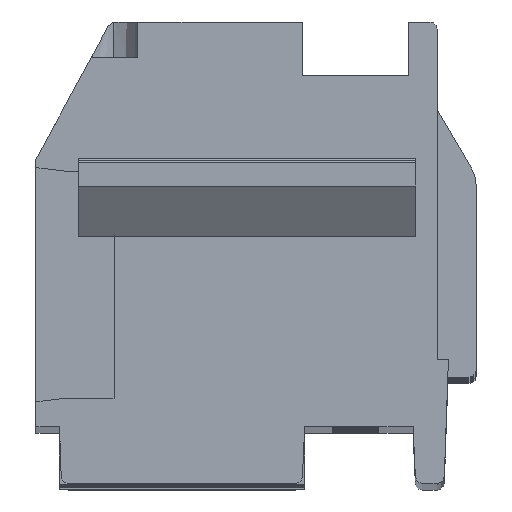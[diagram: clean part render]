
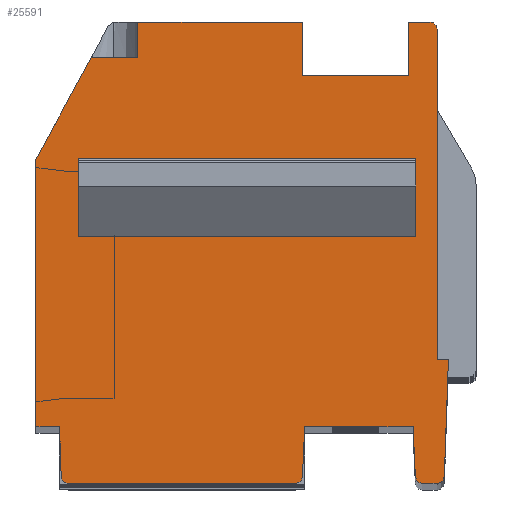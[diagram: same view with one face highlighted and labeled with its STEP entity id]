
A CAD part, top view. The second image highlights one B-rep face of the part: STEP entity #25591.
In plain terms, the highlighted planar face has unit normal (0, 0, 1).
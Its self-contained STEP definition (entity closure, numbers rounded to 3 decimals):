
#34=DIRECTION('',(0.,1.,0.));
#35=VECTOR('',#34,1.55);
#36=CARTESIAN_POINT('',(-5.188,0.15,102.5));
#37=LINE('',#36,#35);
#38=DIRECTION('',(-1.,0.,0.));
#39=VECTOR('',#38,9.5);
#40=CARTESIAN_POINT('',(4.312,0.15,102.5));
#41=LINE('',#40,#39);
#42=DIRECTION('',(0.,1.,0.));
#43=VECTOR('',#42,1.55);
#44=CARTESIAN_POINT('',(4.312,0.15,102.5));
#45=LINE('',#44,#43);
#46=DIRECTION('',(-1.,0.,0.));
#47=VECTOR('',#46,9.5);
#48=CARTESIAN_POINT('',(4.312,1.7,102.5));
#49=LINE('',#48,#47);
#50=DIRECTION('',(0.,-1.,0.));
#51=VECTOR('',#50,7.041);
#52=CARTESIAN_POINT('',(4.912,3.741,102.5));
#53=LINE('',#52,#51);
#54=DIRECTION('',(1.,0.,0.));
#55=VECTOR('',#54,0.32);
#56=CARTESIAN_POINT('',(4.912,-3.3,102.5));
#57=LINE('',#56,#55);
#58=DIRECTION('',(-0.035,-0.999,0.));
#59=VECTOR('',#58,0.502);
#60=CARTESIAN_POINT('',(5.232,-3.3,102.5));
#61=LINE('',#60,#59);
#62=DIRECTION('',(0.035,0.999,0.));
#63=VECTOR('',#62,2.807);
#64=CARTESIAN_POINT('',(5.116,-6.607,102.5));
#65=LINE('',#64,#63);
#66=CARTESIAN_POINT('',(4.916,-6.6,102.5));
#67=DIRECTION('',(0.,0.,-1.));
#68=DIRECTION('',(0.999,-0.035,0.));
#69=AXIS2_PLACEMENT_3D('',#66,#67,#68);
#71=DIRECTION('',(-1.,0.,0.));
#72=VECTOR('',#71,0.416);
#73=CARTESIAN_POINT('',(4.916,-6.8,102.5));
#74=LINE('',#73,#72);
#75=CARTESIAN_POINT('',(4.501,-6.6,102.5));
#76=DIRECTION('',(0.,0.,-1.));
#77=DIRECTION('',(0.,-1.,0.));
#78=AXIS2_PLACEMENT_3D('',#75,#76,#77);
#80=DIRECTION('',(-0.045,0.999,0.));
#81=VECTOR('',#80,1.411);
#82=CARTESIAN_POINT('',(4.301,-6.609,102.5));
#83=LINE('',#82,#81);
#84=DIRECTION('',(-1.,0.,0.));
#85=VECTOR('',#84,3.052);
#86=CARTESIAN_POINT('',(4.237,-5.2,102.5));
#87=LINE('',#86,#85);
#88=DIRECTION('',(0.045,0.999,0.));
#89=VECTOR('',#88,1.411);
#90=CARTESIAN_POINT('',(1.12,-6.609,102.5));
#91=LINE('',#90,#89);
#92=CARTESIAN_POINT('',(0.92,-6.6,102.5));
#93=DIRECTION('',(0.,0.,1.));
#94=DIRECTION('',(0.,-1.,0.));
#95=AXIS2_PLACEMENT_3D('',#92,#93,#94);
#97=DIRECTION('',(1.,0.,0.));
#98=VECTOR('',#97,6.396);
#99=CARTESIAN_POINT('',(-5.475,-6.8,102.5));
#100=LINE('',#99,#98);
#101=CARTESIAN_POINT('',(-5.475,-6.6,102.5));
#102=DIRECTION('',(0.,0.,1.));
#103=DIRECTION('',(-0.999,-0.035,0.));
#104=AXIS2_PLACEMENT_3D('',#101,#102,#103);
#106=DIRECTION('',(0.035,-0.999,0.));
#107=VECTOR('',#106,1.408);
#108=CARTESIAN_POINT('',(-5.724,-5.2,102.5));
#109=LINE('',#108,#107);
#110=DIRECTION('',(1.,0.,0.));
#111=VECTOR('',#110,0.664);
#112=CARTESIAN_POINT('',(-6.388,-5.2,102.5));
#113=LINE('',#112,#111);
#114=DIRECTION('',(0.,1.,0.));
#115=VECTOR('',#114,7.53);
#116=CARTESIAN_POINT('',(-6.388,-5.2,102.5));
#117=LINE('',#116,#115);
#118=DIRECTION('',(-0.477,-0.879,0.));
#119=VECTOR('',#118,3.266);
#120=CARTESIAN_POINT('',(-4.83,5.2,102.5));
#121=LINE('',#120,#119);
#122=DIRECTION('',(1.,0.,0.));
#123=VECTOR('',#122,1.316);
#124=CARTESIAN_POINT('',(-4.83,5.2,102.5));
#125=LINE('',#124,#123);
#126=DIRECTION('',(0.,1.,0.));
#127=VECTOR('',#126,1.);
#128=CARTESIAN_POINT('',(-3.514,5.2,102.5));
#129=LINE('',#128,#127);
#130=DIRECTION('',(-1.,0.,0.));
#131=VECTOR('',#130,4.626);
#132=CARTESIAN_POINT('',(1.112,6.2,102.5));
#133=LINE('',#132,#131);
#134=DIRECTION('',(0.,-1.,0.));
#135=VECTOR('',#134,1.5);
#136=CARTESIAN_POINT('',(1.112,6.2,102.5));
#137=LINE('',#136,#135);
#138=DIRECTION('',(1.,0.,0.));
#139=VECTOR('',#138,3.);
#140=CARTESIAN_POINT('',(1.112,4.7,102.5));
#141=LINE('',#140,#139);
#142=DIRECTION('',(0.,-1.,0.));
#143=VECTOR('',#142,1.5);
#144=CARTESIAN_POINT('',(4.112,6.2,102.5));
#145=LINE('',#144,#143);
#146=DIRECTION('',(-1.,0.,0.));
#147=VECTOR('',#146,0.6);
#148=CARTESIAN_POINT('',(4.712,6.2,102.5));
#149=LINE('',#148,#147);
#150=CARTESIAN_POINT('',(4.712,6.,102.5));
#151=DIRECTION('',(0.,0.,1.));
#152=DIRECTION('',(1.,0.,0.));
#153=AXIS2_PLACEMENT_3D('',#150,#151,#152);
#155=DIRECTION('',(0.,1.,0.));
#156=VECTOR('',#155,2.259);
#157=CARTESIAN_POINT('',(4.912,3.741,102.5));
#158=LINE('',#157,#156);
#19947=CARTESIAN_POINT('',(4.916,-6.8,102.5));
#19948=CARTESIAN_POINT('',(4.501,-6.8,102.5));
#19949=VERTEX_POINT('',#19947);
#19950=VERTEX_POINT('',#19948);
#19951=CARTESIAN_POINT('',(5.116,-6.607,102.5));
#19952=VERTEX_POINT('',#19951);
#19953=CARTESIAN_POINT('',(-6.388,-5.2,102.5));
#19954=CARTESIAN_POINT('',(-6.388,2.33,102.5));
#19955=VERTEX_POINT('',#19953);
#19956=VERTEX_POINT('',#19954);
#19957=CARTESIAN_POINT('',(4.301,-6.609,102.5));
#19958=CARTESIAN_POINT('',(4.237,-5.2,102.5));
#19959=VERTEX_POINT('',#19957);
#19960=VERTEX_POINT('',#19958);
#19994=CARTESIAN_POINT('',(-4.83,5.2,102.5));
#19995=CARTESIAN_POINT('',(-3.514,5.2,102.5));
#19996=VERTEX_POINT('',#19994);
#19997=VERTEX_POINT('',#19995);
#19998=CARTESIAN_POINT('',(-3.514,6.2,102.5));
#19999=VERTEX_POINT('',#19998);
#20045=CARTESIAN_POINT('',(-5.188,0.15,102.5));
#20046=CARTESIAN_POINT('',(-5.188,1.7,102.5));
#20047=VERTEX_POINT('',#20045);
#20048=VERTEX_POINT('',#20046);
#20049=CARTESIAN_POINT('',(4.312,0.15,102.5));
#20050=CARTESIAN_POINT('',(4.312,1.7,102.5));
#20051=VERTEX_POINT('',#20049);
#20052=VERTEX_POINT('',#20050);
#20105=CARTESIAN_POINT('',(4.912,6.,102.5));
#20106=CARTESIAN_POINT('',(4.712,6.2,102.5));
#20107=VERTEX_POINT('',#20105);
#20108=VERTEX_POINT('',#20106);
#20254=CARTESIAN_POINT('',(4.112,6.2,102.5));
#20255=CARTESIAN_POINT('',(4.112,4.7,102.5));
#20256=VERTEX_POINT('',#20254);
#20257=VERTEX_POINT('',#20255);
#20258=CARTESIAN_POINT('',(1.112,6.2,102.5));
#20259=CARTESIAN_POINT('',(1.112,4.7,102.5));
#20260=VERTEX_POINT('',#20258);
#20261=VERTEX_POINT('',#20259);
#20332=CARTESIAN_POINT('',(-5.675,-6.607,102.5));
#20333=CARTESIAN_POINT('',(-5.475,-6.8,102.5));
#20334=VERTEX_POINT('',#20332);
#20335=VERTEX_POINT('',#20333);
#20336=CARTESIAN_POINT('',(0.92,-6.8,102.5));
#20337=VERTEX_POINT('',#20336);
#20338=CARTESIAN_POINT('',(1.12,-6.609,102.5));
#20339=VERTEX_POINT('',#20338);
#20348=CARTESIAN_POINT('',(1.184,-5.2,102.5));
#20350=VERTEX_POINT('',#20348);
#20354=CARTESIAN_POINT('',(-5.724,-5.2,102.5));
#20355=VERTEX_POINT('',#20354);
#25514=CARTESIAN_POINT('',(4.912,3.741,102.5));
#25515=CARTESIAN_POINT('',(4.912,-3.3,102.5));
#25516=VERTEX_POINT('',#25514);
#25517=VERTEX_POINT('',#25515);
#25518=CARTESIAN_POINT('',(5.232,-3.3,102.5));
#25519=VERTEX_POINT('',#25518);
#25520=CARTESIAN_POINT('',(5.214,-3.802,102.5));
#25521=VERTEX_POINT('',#25520);
#25522=CARTESIAN_POINT('',(0.,0.,102.5));
#25523=DIRECTION('',(0.,0.,1.));
#25524=DIRECTION('',(1.,0.,0.));
#25525=AXIS2_PLACEMENT_3D('',#25522,#25523,#25524);
#25526=PLANE('',#25525);
#25528=ORIENTED_EDGE('',*,*,#25527,.T.);
#25530=ORIENTED_EDGE('',*,*,#25529,.T.);
#25532=ORIENTED_EDGE('',*,*,#25531,.T.);
#25534=ORIENTED_EDGE('',*,*,#25533,.F.);
#25536=ORIENTED_EDGE('',*,*,#25535,.T.);
#25538=ORIENTED_EDGE('',*,*,#25537,.T.);
#25540=ORIENTED_EDGE('',*,*,#25539,.T.);
#25542=ORIENTED_EDGE('',*,*,#25541,.T.);
#25544=ORIENTED_EDGE('',*,*,#25543,.T.);
#25546=ORIENTED_EDGE('',*,*,#25545,.F.);
#25548=ORIENTED_EDGE('',*,*,#25547,.F.);
#25550=ORIENTED_EDGE('',*,*,#25549,.F.);
#25552=ORIENTED_EDGE('',*,*,#25551,.F.);
#25554=ORIENTED_EDGE('',*,*,#25553,.F.);
#25556=ORIENTED_EDGE('',*,*,#25555,.F.);
#25558=ORIENTED_EDGE('',*,*,#25557,.T.);
#25560=ORIENTED_EDGE('',*,*,#25559,.F.);
#25562=ORIENTED_EDGE('',*,*,#25561,.T.);
#25564=ORIENTED_EDGE('',*,*,#25563,.T.);
#25566=ORIENTED_EDGE('',*,*,#25565,.F.);
#25568=ORIENTED_EDGE('',*,*,#25567,.T.);
#25570=ORIENTED_EDGE('',*,*,#25569,.T.);
#25572=ORIENTED_EDGE('',*,*,#25571,.F.);
#25574=ORIENTED_EDGE('',*,*,#25573,.F.);
#25576=ORIENTED_EDGE('',*,*,#25575,.F.);
#25578=ORIENTED_EDGE('',*,*,#25577,.F.);
#25579=EDGE_LOOP('',(#25528,#25530,#25532,#25534,#25536,#25538,#25540,#25542,
#25544,#25546,#25548,#25550,#25552,#25554,#25556,#25558,#25560,#25562,#25564,
#25566,#25568,#25570,#25572,#25574,#25576,#25578));
#25580=FACE_OUTER_BOUND('',#25579,.F.);
#25582=ORIENTED_EDGE('',*,*,#25581,.F.);
#25584=ORIENTED_EDGE('',*,*,#25583,.F.);
#25586=ORIENTED_EDGE('',*,*,#25585,.T.);
#25588=ORIENTED_EDGE('',*,*,#25587,.T.);
#25589=EDGE_LOOP('',(#25582,#25584,#25586,#25588));
#25590=FACE_BOUND('',#25589,.F.);
#70=CIRCLE('',#69,0.2);
#79=CIRCLE('',#78,0.2);
#96=CIRCLE('',#95,0.2);
#105=CIRCLE('',#104,0.2);
#154=CIRCLE('',#153,0.2);
#25527=EDGE_CURVE('',#25516,#25517,#53,.T.);
#25529=EDGE_CURVE('',#25517,#25519,#57,.T.);
#25531=EDGE_CURVE('',#25519,#25521,#61,.T.);
#25533=EDGE_CURVE('',#19952,#25521,#65,.T.);
#25535=EDGE_CURVE('',#19952,#19949,#70,.T.);
#25537=EDGE_CURVE('',#19949,#19950,#74,.T.);
#25539=EDGE_CURVE('',#19950,#19959,#79,.T.);
#25541=EDGE_CURVE('',#19959,#19960,#83,.T.);
#25543=EDGE_CURVE('',#19960,#20350,#87,.T.);
#25545=EDGE_CURVE('',#20339,#20350,#91,.T.);
#25547=EDGE_CURVE('',#20337,#20339,#96,.T.);
#25549=EDGE_CURVE('',#20335,#20337,#100,.T.);
#25551=EDGE_CURVE('',#20334,#20335,#105,.T.);
#25553=EDGE_CURVE('',#20355,#20334,#109,.T.);
#25555=EDGE_CURVE('',#19955,#20355,#113,.T.);
#25557=EDGE_CURVE('',#19955,#19956,#117,.T.);
#25559=EDGE_CURVE('',#19996,#19956,#121,.T.);
#25561=EDGE_CURVE('',#19996,#19997,#125,.T.);
#25563=EDGE_CURVE('',#19997,#19999,#129,.T.);
#25565=EDGE_CURVE('',#20260,#19999,#133,.T.);
#25567=EDGE_CURVE('',#20260,#20261,#137,.T.);
#25569=EDGE_CURVE('',#20261,#20257,#141,.T.);
#25571=EDGE_CURVE('',#20256,#20257,#145,.T.);
#25573=EDGE_CURVE('',#20108,#20256,#149,.T.);
#25575=EDGE_CURVE('',#20107,#20108,#154,.T.);
#25577=EDGE_CURVE('',#25516,#20107,#158,.T.);
#25581=EDGE_CURVE('',#20047,#20048,#37,.T.);
#25583=EDGE_CURVE('',#20051,#20047,#41,.T.);
#25585=EDGE_CURVE('',#20051,#20052,#45,.T.);
#25587=EDGE_CURVE('',#20052,#20048,#49,.T.);
#25591=ADVANCED_FACE('',(#25580,#25590),#25526,.T.);
